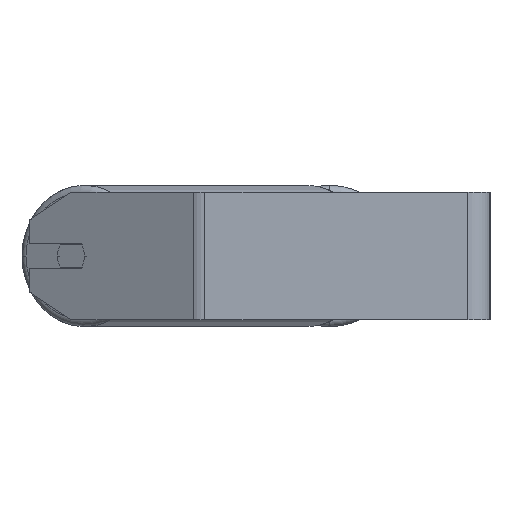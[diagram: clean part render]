
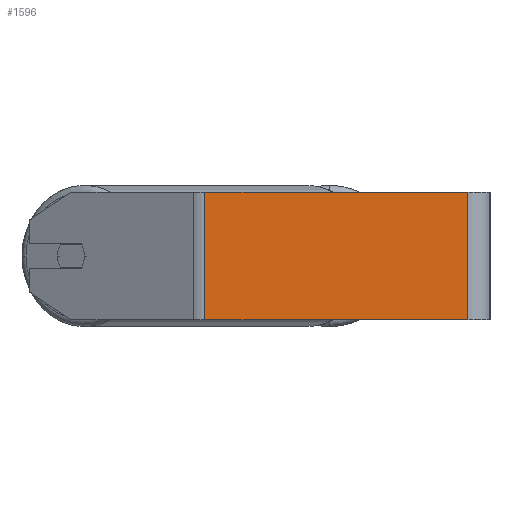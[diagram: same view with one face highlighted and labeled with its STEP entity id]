
A CAD part, left-side view. The second image highlights one B-rep face of the part: STEP entity #1596.
In plain terms, the highlighted planar face has unit normal (-1, 0, 0).
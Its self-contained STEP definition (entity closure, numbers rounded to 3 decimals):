
#134 = CARTESIAN_POINT ( 'NONE',  ( -490., 183.155, 40. ) ) ;
#211 = CARTESIAN_POINT ( 'NONE',  ( -490., 14., 40. ) ) ;
#392 = CARTESIAN_POINT ( 'NONE',  ( -490., 179.404, -40. ) ) ;
#748 = FACE_OUTER_BOUND ( 'NONE', #5376, .T. ) ;
#1010 = ORIENTED_EDGE ( 'NONE', *, *, #5436, .F. ) ;
#1126 = ORIENTED_EDGE ( 'NONE', *, *, #4703, .T. ) ;
#1443 = ORIENTED_EDGE ( 'NONE', *, *, #2313, .F. ) ;
#1596 = ADVANCED_FACE ( 'NONE', ( #748 ), #6195, .F. ) ;
#1864 = AXIS2_PLACEMENT_3D ( 'NONE', #134, #2875, #8228 ) ;
#2313 = EDGE_CURVE ( 'NONE', #8335, #6576, #5196, .T. ) ;
#2875 = DIRECTION ( 'NONE',  ( 1., 0., 0. ) ) ;
#3176 = VECTOR ( 'NONE', #6204, 1000. ) ;
#3246 = CARTESIAN_POINT ( 'NONE',  ( -490., 14., 40. ) ) ;
#3288 = EDGE_CURVE ( 'NONE', #8335, #4885, #4149, .T. ) ;
#3784 = CARTESIAN_POINT ( 'NONE',  ( -490., 183.155, 40. ) ) ;
#4149 = LINE ( 'NONE', #5602, #5838 ) ;
#4173 = CARTESIAN_POINT ( 'NONE',  ( -490., 183.155, -40. ) ) ;
#4274 = VECTOR ( 'NONE', #7861, 1000. ) ;
#4644 = CARTESIAN_POINT ( 'NONE',  ( -490., 179.404, 40. ) ) ;
#4703 = EDGE_CURVE ( 'NONE', #4885, #7040, #6691, .T. ) ;
#4885 = VERTEX_POINT ( 'NONE', #392 ) ;
#5196 = LINE ( 'NONE', #3784, #4274 ) ;
#5279 = DIRECTION ( 'NONE',  ( 0., 0., -1. ) ) ;
#5376 = EDGE_LOOP ( 'NONE', ( #1126, #1010, #1443, #6989 ) ) ;
#5436 = EDGE_CURVE ( 'NONE', #6576, #7040, #8609, .T. ) ;
#5443 = CARTESIAN_POINT ( 'NONE',  ( -490., 14., -40. ) ) ;
#5602 = CARTESIAN_POINT ( 'NONE',  ( -490., 179.404, 40. ) ) ;
#5838 = VECTOR ( 'NONE', #8311, 1000. ) ;
#6195 = PLANE ( 'NONE',  #1864 ) ;
#6204 = DIRECTION ( 'NONE',  ( 0., -1., 0. ) ) ;
#6576 = VERTEX_POINT ( 'NONE', #211 ) ;
#6691 = LINE ( 'NONE', #4173, #3176 ) ;
#6989 = ORIENTED_EDGE ( 'NONE', *, *, #3288, .T. ) ;
#7040 = VERTEX_POINT ( 'NONE', #5443 ) ;
#7838 = VECTOR ( 'NONE', #5279, 1000. ) ;
#7861 = DIRECTION ( 'NONE',  ( 0., -1., 0. ) ) ;
#8228 = DIRECTION ( 'NONE',  ( 0., 0., -1. ) ) ;
#8311 = DIRECTION ( 'NONE',  ( 0., 0., -1. ) ) ;
#8335 = VERTEX_POINT ( 'NONE', #4644 ) ;
#8609 = LINE ( 'NONE', #3246, #7838 ) ;
